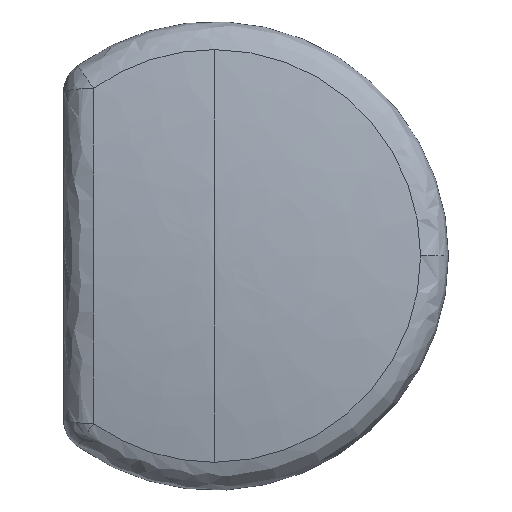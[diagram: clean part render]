
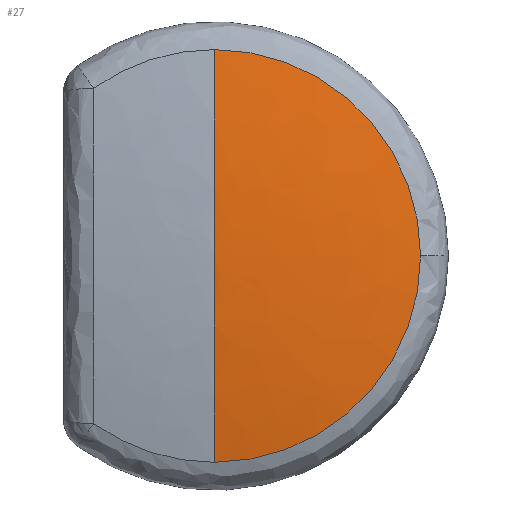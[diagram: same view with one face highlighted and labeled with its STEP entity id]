
A CAD part, top view. The second image highlights one B-rep face of the part: STEP entity #27.
In plain terms, the highlighted free-form (B-spline) face has degree [3, 3] with [4, 4] control points.
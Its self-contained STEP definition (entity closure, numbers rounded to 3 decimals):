
#5 = CARTESIAN_POINT ( 'NONE',  ( 0., -4.134, 3. ) ) ;
#27 = ADVANCED_FACE ( 'NONE', ( #387 ), #85, .T. ) ;
#28 = DIRECTION ( 'NONE',  ( 1., 0., 0. ) ) ;
#36 = CARTESIAN_POINT ( 'NONE',  ( 16.508, -8.254, 2.657 ) ) ;
#58 = ORIENTED_EDGE ( 'NONE', *, *, #296, .T. ) ;
#61 = CARTESIAN_POINT ( 'NONE',  ( 0., -12.331, 1.972 ) ) ;
#73 = CIRCLE ( 'NONE', #282, 12.331 ) ;
#82 = CARTESIAN_POINT ( 'NONE',  ( 0., 4.134, 3. ) ) ;
#84 = CARTESIAN_POINT ( 'NONE',  ( 8.268, 4.134, 3. ) ) ;
#85 =( BOUNDED_SURFACE ( )  B_SPLINE_SURFACE ( 3, 3, ( 
 ( #287, #539, #328, #241 ),
 ( #331, #412, #36, #157 ),
 ( #82, #84, #374, #5 ),
 ( #369, #417, #535, #244 ) ),
 .UNSPECIFIED., .F., .F., .T. ) 
 B_SPLINE_SURFACE_WITH_KNOTS ( ( 4, 4 ),
 ( 4, 4 ),
 ( 0., 1. ),
 ( 0., 1. ),
 .UNSPECIFIED. ) 
 GEOMETRIC_REPRESENTATION_ITEM ( )  RATIONAL_B_SPLINE_SURFACE ( (
 ( 1., 0.333, 0.333, 1.),
 ( 0.998, 0.333, 0.333, 0.998),
 ( 0.998, 0.333, 0.333, 0.998),
 ( 1., 0.333, 0.333, 1.) ) ) 
 REPRESENTATION_ITEM ( '' )  SURFACE ( )  );
#114 = CIRCLE ( 'NONE', #408, 74.5 ) ;
#151 = DIRECTION ( 'NONE',  ( -1., 0., 0. ) ) ;
#154 = CIRCLE ( 'NONE', #266, 12.331 ) ;
#157 = CARTESIAN_POINT ( 'NONE',  ( 0., -8.254, 2.657 ) ) ;
#211 = EDGE_CURVE ( 'NONE', #491, #283, #73, .T. ) ;
#226 = EDGE_LOOP ( 'NONE', ( #320, #365, #343, #58 ) ) ;
#241 = CARTESIAN_POINT ( 'NONE',  ( 0., -12.331, 1.972 ) ) ;
#244 = CARTESIAN_POINT ( 'NONE',  ( 0., 0., 3. ) ) ;
#251 = EDGE_CURVE ( 'NONE', #283, #389, #154, .T. ) ;
#260 = CIRCLE ( 'NONE', #432, 74.5 ) ;
#266 = AXIS2_PLACEMENT_3D ( 'NONE', #317, #435, #401 ) ;
#273 = DIRECTION ( 'NONE',  ( 0., 0., -1. ) ) ;
#282 = AXIS2_PLACEMENT_3D ( 'NONE', #383, #425, #390 ) ;
#283 = VERTEX_POINT ( 'NONE', #468 ) ;
#287 = CARTESIAN_POINT ( 'NONE',  ( 0., 12.331, 1.972 ) ) ;
#296 = EDGE_CURVE ( 'NONE', #491, #531, #114, .T. ) ;
#317 = CARTESIAN_POINT ( 'NONE',  ( 0., 0., 1.972 ) ) ;
#319 = CARTESIAN_POINT ( 'NONE',  ( 0., 0., -71.5 ) ) ;
#320 = ORIENTED_EDGE ( 'NONE', *, *, #345, .F. ) ;
#328 = CARTESIAN_POINT ( 'NONE',  ( 24.662, -12.331, 1.972 ) ) ;
#331 = CARTESIAN_POINT ( 'NONE',  ( 0., 8.254, 2.657 ) ) ;
#343 = ORIENTED_EDGE ( 'NONE', *, *, #211, .F. ) ;
#345 = EDGE_CURVE ( 'NONE', #389, #531, #260, .T. ) ;
#365 = ORIENTED_EDGE ( 'NONE', *, *, #251, .F. ) ;
#369 = CARTESIAN_POINT ( 'NONE',  ( 0., 0., 3. ) ) ;
#374 = CARTESIAN_POINT ( 'NONE',  ( 8.268, -4.134, 3. ) ) ;
#383 = CARTESIAN_POINT ( 'NONE',  ( 0., 0., 1.972 ) ) ;
#387 = FACE_OUTER_BOUND ( 'NONE', #226, .T. ) ;
#389 = VERTEX_POINT ( 'NONE', #61 ) ;
#390 = DIRECTION ( 'NONE',  ( 1., 0., 0. ) ) ;
#401 = DIRECTION ( 'NONE',  ( 1., 0., 0. ) ) ;
#408 = AXIS2_PLACEMENT_3D ( 'NONE', #319, #28, #273 ) ;
#412 = CARTESIAN_POINT ( 'NONE',  ( 16.508, 8.254, 2.657 ) ) ;
#417 = CARTESIAN_POINT ( 'NONE',  ( 0., 0., 3. ) ) ;
#425 = DIRECTION ( 'NONE',  ( 0., 0., -1. ) ) ;
#432 = AXIS2_PLACEMENT_3D ( 'NONE', #520, #151, #440 ) ;
#435 = DIRECTION ( 'NONE',  ( 0., 0., -1. ) ) ;
#440 = DIRECTION ( 'NONE',  ( 0., 0., -1. ) ) ;
#448 = CARTESIAN_POINT ( 'NONE',  ( 0., 0., 3. ) ) ;
#468 = CARTESIAN_POINT ( 'NONE',  ( 12.331, 0., 1.972 ) ) ;
#474 = CARTESIAN_POINT ( 'NONE',  ( 0., 12.331, 1.972 ) ) ;
#491 = VERTEX_POINT ( 'NONE', #474 ) ;
#520 = CARTESIAN_POINT ( 'NONE',  ( 0., 0., -71.5 ) ) ;
#531 = VERTEX_POINT ( 'NONE', #448 ) ;
#535 = CARTESIAN_POINT ( 'NONE',  ( 0., 0., 3. ) ) ;
#539 = CARTESIAN_POINT ( 'NONE',  ( 24.662, 12.331, 1.972 ) ) ;
